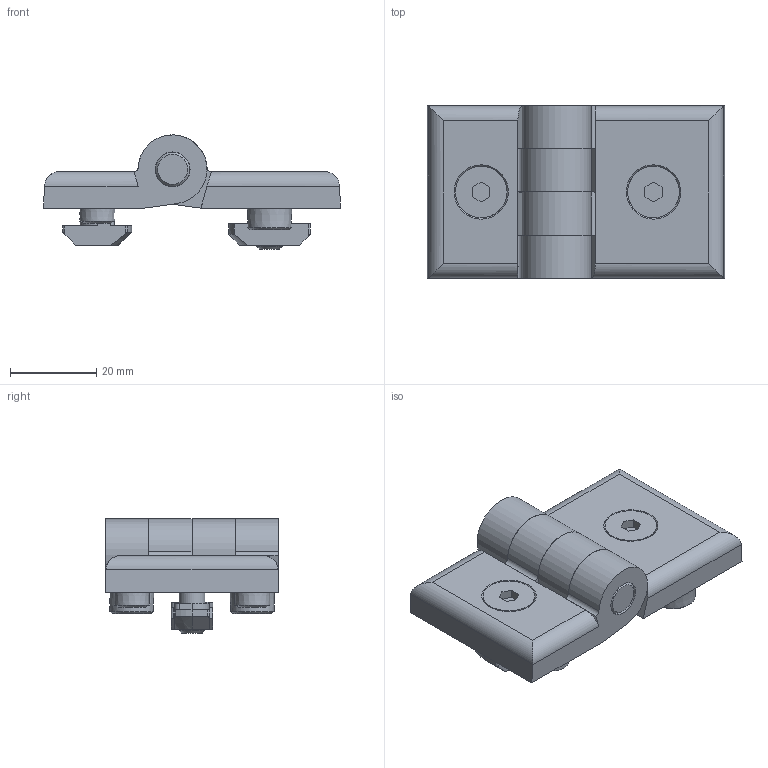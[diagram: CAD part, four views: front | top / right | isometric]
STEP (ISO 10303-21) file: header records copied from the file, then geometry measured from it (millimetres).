
FILE_DESCRIPTION(/* description */ ('STEP AP214'),/* implementation_level */ '2;1');
FILE_NAME(/* name */ '095KS3040F0810S010',/* time_stamp */ '2023-02-15T11:00:01+01:00',/* author */ ('License CC BY-ND 4.0'),/* organization */ ('CADENAS'),/* preprocessor_version */ 'ST-DEVELOPER v18.102',/* originating_system */ 'PARTsolutions',/* authorisation */ ' ');
FILE_SCHEMA (('AUTOMOTIVE_DESIGN {1 0 10303 214 3 1 1}'));
Length unit declared in the file: millimetre
Products named in the file (4): 095KS3040F0810S010; 095KS3040F0810S01_p; 095KS3040F0810S01_2; 095KS3040F0810S01_1
Assembly tree (3 placements, depth 2):
  095KS3040F0810S010
    095KS3040F0810S01_p
    095KS3040F0810S01_2
    095KS3040F0810S01_1
Bounding box: 69 x 40 x 26.49 mm (x, y, z)
Volume: 23805.4 mm3; surface area: 15213.6 mm2
Topology: 3 solids, 5 shells, 237 faces, 631 edges, 416 vertices
Faces by surface type: plane 115, cylinder 102, cone 18, bspline 2
Full cylindrical faces by diameter (mm): 5 x1, 6 x5, 6.6 x2, 8 x3, 8.1 x2, 12 x2
Entity records: 8898 total; most frequent: CARTESIAN_POINT 1316, DIRECTION 1281, ORIENTED_EDGE 1162, EDGE_CURVE 581, AXIS2_PLACEMENT_3D 476, VERTEX_POINT 397, LINE 329, VECTOR 329
